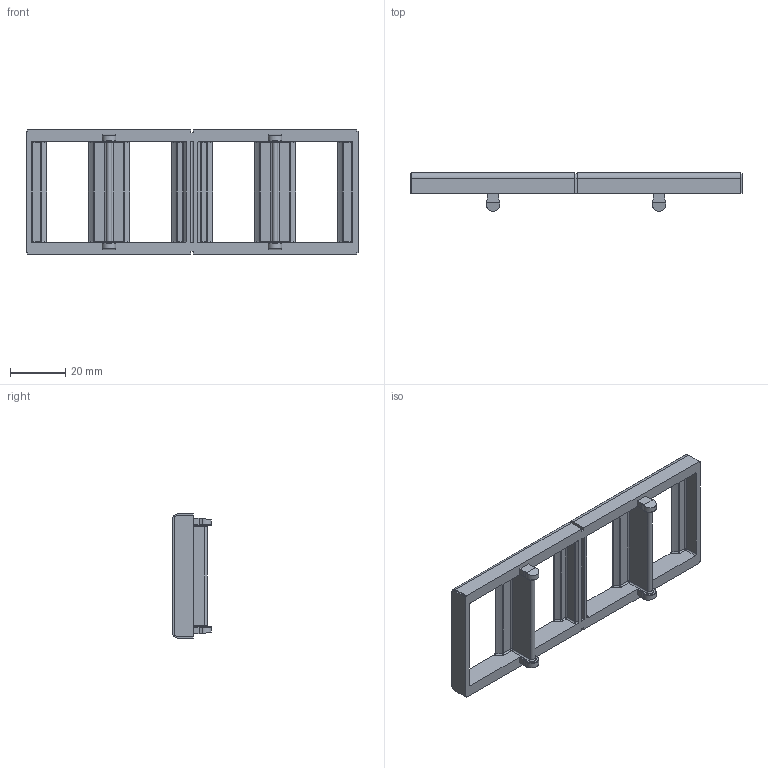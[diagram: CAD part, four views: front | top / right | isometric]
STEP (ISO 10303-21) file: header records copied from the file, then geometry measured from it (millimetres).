
FILE_DESCRIPTION(/* description */ ('Rollenträger 45x45R Abdeckung'),/* implementation_level */ '2;1');
FILE_NAME(/* name */ 'ZEI_CAD_221127-0-REV00_#SALL_#AIN_#V1.step',/* time_stamp */ '2022-09-15T21:25:44+02:00',/* author */ ('MiniTec'),/* organization */ ('MiniTec GmbH & Co.KG'),/* preprocessor_version */ 'ST-DEVELOPER v18.1',/* originating_system */ 'Autodesk Inventor 2021',/* authorisation */ '');
FILE_SCHEMA (('CONFIG_CONTROL_DESIGN'));
Length unit declared in the file: millimetre
Products named in the file (1): 22-1127-0FZ.000
Bounding box: 120 x 14 x 45 mm (x, y, z)
Volume: 14678.7 mm3; surface area: 13139.1 mm2
Topology: 1 solids, 1 shells, 251 faces, 638 edges, 372 vertices
Faces by surface type: cylinder 103, torus 68, plane 64, sphere 16
Entity records: 7571 total; most frequent: DIRECTION 1432, CARTESIAN_POINT 1358, ORIENTED_EDGE 1244, EDGE_CURVE 622, AXIS2_PLACEMENT_3D 574, VERTEX_POINT 372, CIRCLE 314, LINE 284
